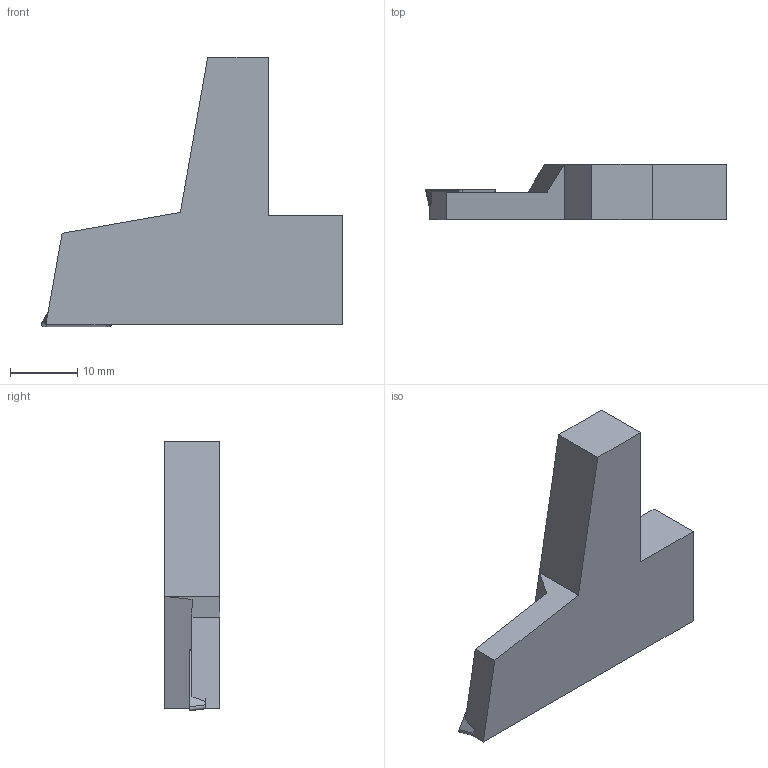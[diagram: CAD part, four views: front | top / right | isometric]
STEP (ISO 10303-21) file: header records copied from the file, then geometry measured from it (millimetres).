
FILE_DESCRIPTION(/* description */ (''),/* implementation_level */ '2;1');
FILE_NAME(/* name */ 'A72465.stp',/* time_stamp */ '2017-10-23T09:38:37+05:00',/* author */ (''),/* organization */ (''),/* preprocessor_version */ 'ST-DEVELOPER v16',/* originating_system */ 'SIEMENS PLM Software NX 11.0',/* authorisation */ '');
FILE_SCHEMA (('AUTOMOTIVE_DESIGN { 1 0 10303 214 3 1 1 1 }'));
Length unit declared in the file: millimetre
Products named in the file (1): A72465
Bounding box: 44.65 x 8.2 x 40 mm (x, y, z)
Volume: 6696.4 mm3; surface area: 3193.5 mm2
Topology: 2 solids, 2 shells, 24 faces, 59 edges, 39 vertices
Faces by surface type: plane 20, cylinder 4
Entity records: 770 total; most frequent: CARTESIAN_POINT 126, DIRECTION 123, ORIENTED_EDGE 118, EDGE_CURVE 59, LINE 51, VECTOR 51, VERTEX_POINT 39, AXIS2_PLACEMENT_3D 36
